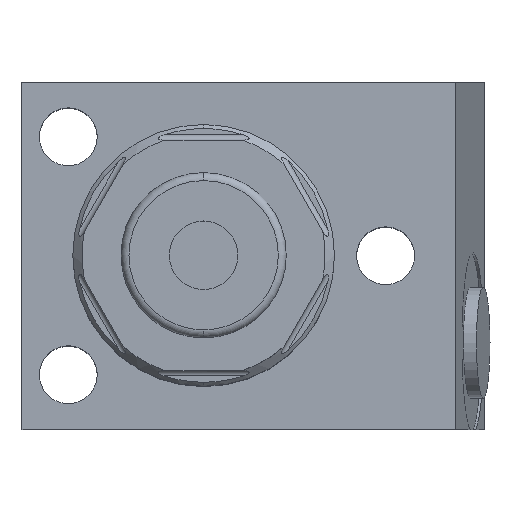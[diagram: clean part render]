
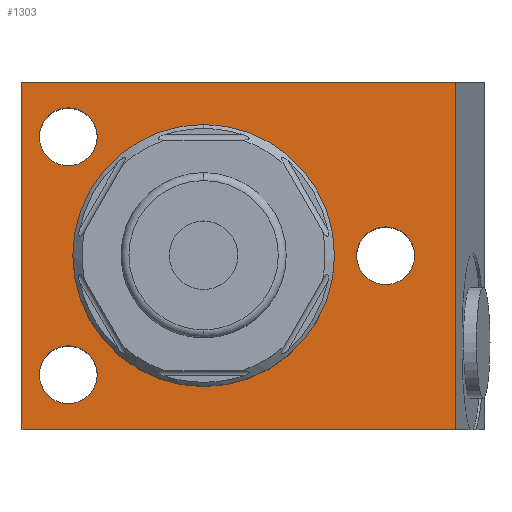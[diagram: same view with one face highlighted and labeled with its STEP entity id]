
A CAD part, top view. The second image highlights one B-rep face of the part: STEP entity #1303.
In plain terms, the highlighted planar face has unit normal (0, 0, 1).
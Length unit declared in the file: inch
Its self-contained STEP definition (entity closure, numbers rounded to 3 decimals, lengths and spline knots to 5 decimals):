
#144=DIRECTION('',(1.,0.,0.));
#145=VECTOR('',#144,1.63949);
#146=CARTESIAN_POINT('',(-0.687,-0.6565,0.535));
#147=LINE('',#146,#145);
#166=DIRECTION('',(0.,1.,0.));
#167=VECTOR('',#166,1.313);
#168=CARTESIAN_POINT('',(0.95249,-0.6565,0.535));
#169=LINE('',#168,#167);
#170=DIRECTION('',(0.,1.,0.));
#171=VECTOR('',#170,1.313);
#172=CARTESIAN_POINT('',(-0.687,-0.6565,0.535));
#173=LINE('',#172,#171);
#174=CARTESIAN_POINT('',(0.,0.,0.535));
#175=DIRECTION('',(0.,0.,1.));
#176=DIRECTION('',(1.,0.,0.));
#177=AXIS2_PLACEMENT_3D('',#174,#175,#176);
#179=CARTESIAN_POINT('',(0.,0.,0.535));
#180=DIRECTION('',(0.,0.,1.));
#181=DIRECTION('',(-1.,0.,0.));
#182=AXIS2_PLACEMENT_3D('',#179,#180,#181);
#184=CARTESIAN_POINT('',(-0.512,-0.45,0.535));
#185=DIRECTION('',(0.,0.,-1.));
#186=DIRECTION('',(-1.,0.,0.));
#187=AXIS2_PLACEMENT_3D('',#184,#185,#186);
#189=CARTESIAN_POINT('',(-0.512,-0.45,0.535));
#190=DIRECTION('',(0.,0.,-1.));
#191=DIRECTION('',(1.,0.,0.));
#192=AXIS2_PLACEMENT_3D('',#189,#190,#191);
#194=CARTESIAN_POINT('',(-0.512,0.45,0.535));
#195=DIRECTION('',(0.,0.,-1.));
#196=DIRECTION('',(-1.,0.,0.));
#197=AXIS2_PLACEMENT_3D('',#194,#195,#196);
#199=CARTESIAN_POINT('',(-0.512,0.45,0.535));
#200=DIRECTION('',(0.,0.,-1.));
#201=DIRECTION('',(1.,0.,0.));
#202=AXIS2_PLACEMENT_3D('',#199,#200,#201);
#204=CARTESIAN_POINT('',(0.688,0.,0.535));
#205=DIRECTION('',(0.,0.,-1.));
#206=DIRECTION('',(-1.,0.,0.));
#207=AXIS2_PLACEMENT_3D('',#204,#205,#206);
#209=CARTESIAN_POINT('',(0.688,0.,0.535));
#210=DIRECTION('',(0.,0.,-1.));
#211=DIRECTION('',(1.,0.,0.));
#212=AXIS2_PLACEMENT_3D('',#209,#210,#211);
#270=DIRECTION('',(1.,0.,0.));
#271=VECTOR('',#270,1.63949);
#272=CARTESIAN_POINT('',(-0.687,0.6565,0.535));
#273=LINE('',#272,#271);
#1113=CARTESIAN_POINT('',(-0.687,-0.6565,0.535));
#1114=VERTEX_POINT('',#1113);
#1115=CARTESIAN_POINT('',(0.95249,-0.6565,0.535));
#1116=VERTEX_POINT('',#1115);
#1121=CARTESIAN_POINT('',(-0.687,0.6565,0.535));
#1122=VERTEX_POINT('',#1121);
#1123=CARTESIAN_POINT('',(0.95249,0.6565,0.535));
#1124=VERTEX_POINT('',#1123);
#1125=CARTESIAN_POINT('',(0.495,0.,0.535));
#1126=CARTESIAN_POINT('',(-0.495,0.,0.535));
#1127=VERTEX_POINT('',#1125);
#1128=VERTEX_POINT('',#1126);
#1133=CARTESIAN_POINT('',(-0.6215,-0.45,0.535));
#1134=CARTESIAN_POINT('',(-0.4025,-0.45,0.535));
#1135=VERTEX_POINT('',#1133);
#1136=VERTEX_POINT('',#1134);
#1141=CARTESIAN_POINT('',(-0.6215,0.45,0.535));
#1142=CARTESIAN_POINT('',(-0.4025,0.45,0.535));
#1143=VERTEX_POINT('',#1141);
#1144=VERTEX_POINT('',#1142);
#1149=CARTESIAN_POINT('',(0.5785,0.,0.535));
#1150=CARTESIAN_POINT('',(0.7975,0.,0.535));
#1151=VERTEX_POINT('',#1149);
#1152=VERTEX_POINT('',#1150);
#1266=CARTESIAN_POINT('',(-0.687,-0.6565,0.535));
#1267=DIRECTION('',(0.,0.,1.));
#1268=DIRECTION('',(1.,0.,0.));
#1269=AXIS2_PLACEMENT_3D('',#1266,#1267,#1268);
#1270=PLANE('',#1269);
#1271=ORIENTED_EDGE('',*,*,#1227,.F.);
#1273=ORIENTED_EDGE('',*,*,#1272,.T.);
#1275=ORIENTED_EDGE('',*,*,#1274,.T.);
#1276=ORIENTED_EDGE('',*,*,#1256,.F.);
#1277=EDGE_LOOP('',(#1271,#1273,#1275,#1276));
#1278=FACE_OUTER_BOUND('',#1277,.F.);
#1280=ORIENTED_EDGE('',*,*,#1279,.T.);
#1282=ORIENTED_EDGE('',*,*,#1281,.T.);
#1283=EDGE_LOOP('',(#1280,#1282));
#1284=FACE_BOUND('',#1283,.F.);
#1286=ORIENTED_EDGE('',*,*,#1285,.F.);
#1288=ORIENTED_EDGE('',*,*,#1287,.F.);
#1289=EDGE_LOOP('',(#1286,#1288));
#1290=FACE_BOUND('',#1289,.F.);
#1292=ORIENTED_EDGE('',*,*,#1291,.F.);
#1294=ORIENTED_EDGE('',*,*,#1293,.F.);
#1295=EDGE_LOOP('',(#1292,#1294));
#1296=FACE_BOUND('',#1295,.F.);
#1298=ORIENTED_EDGE('',*,*,#1297,.F.);
#1300=ORIENTED_EDGE('',*,*,#1299,.F.);
#1301=EDGE_LOOP('',(#1298,#1300));
#1302=FACE_BOUND('',#1301,.F.);
#1303=ADVANCED_FACE('',(#1278,#1284,#1290,#1296,#1302),#1270,.T.);
#178=CIRCLE('',#177,0.495);
#183=CIRCLE('',#182,0.495);
#188=CIRCLE('',#187,0.1095);
#193=CIRCLE('',#192,0.1095);
#198=CIRCLE('',#197,0.1095);
#203=CIRCLE('',#202,0.1095);
#208=CIRCLE('',#207,0.1095);
#213=CIRCLE('',#212,0.1095);
#1227=EDGE_CURVE('',#1114,#1116,#147,.T.);
#1256=EDGE_CURVE('',#1116,#1124,#169,.T.);
#1272=EDGE_CURVE('',#1114,#1122,#173,.T.);
#1274=EDGE_CURVE('',#1122,#1124,#273,.T.);
#1279=EDGE_CURVE('',#1127,#1128,#178,.T.);
#1281=EDGE_CURVE('',#1128,#1127,#183,.T.);
#1285=EDGE_CURVE('',#1135,#1136,#188,.T.);
#1287=EDGE_CURVE('',#1136,#1135,#193,.T.);
#1291=EDGE_CURVE('',#1143,#1144,#198,.T.);
#1293=EDGE_CURVE('',#1144,#1143,#203,.T.);
#1297=EDGE_CURVE('',#1151,#1152,#208,.T.);
#1299=EDGE_CURVE('',#1152,#1151,#213,.T.);
